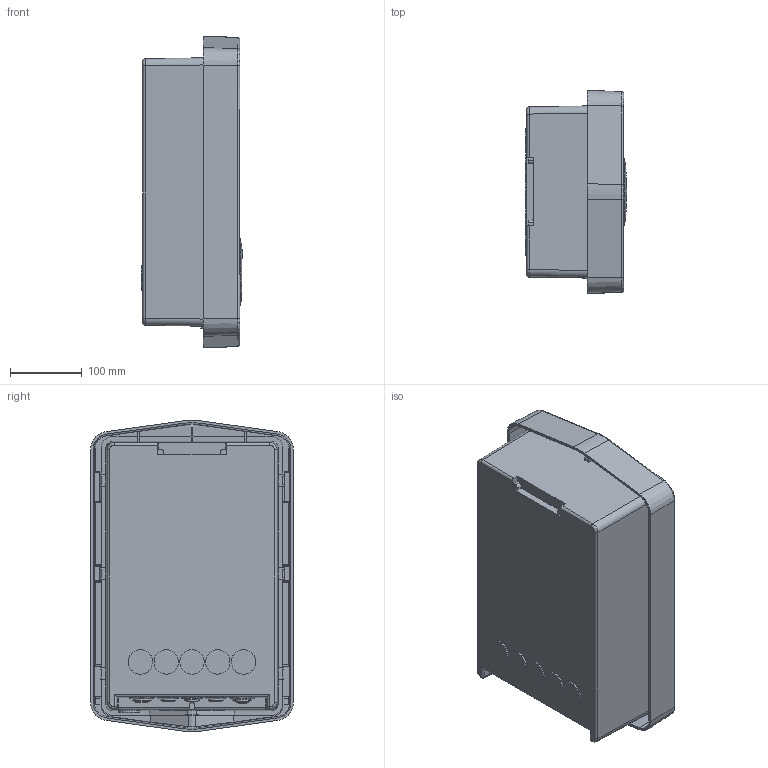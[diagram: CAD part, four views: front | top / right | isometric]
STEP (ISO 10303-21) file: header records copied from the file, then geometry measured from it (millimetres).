
FILE_DESCRIPTION((''),'2;1');
FILE_NAME('GWJ3204W_ASM','2021-03-15T13:46:25',('user'),('Axiro Italia'),'CREO PARAMETRIC BY PTC INC, 2020354','CREO PARAMETRIC BY PTC INC, 2020354','');
FILE_SCHEMA(('CONFIG_CONTROL_DESIGN'));
Products named in the file (7): 5150000024_1_7; 5190000002_1_1; 61100000170_1_0_ASM; 5150000028_1_5; 67211151_1_0; 6110000015_1_1_ASM; GWJ3204W_ASM
Assembly tree (6 placements, depth 3):
  GWJ3204W_ASM
    61100000170_1_0_ASM
      5150000024_1_7
      5190000002_1_1
    6110000015_1_1_ASM
      5150000028_1_5
      67211151_1_0
Bounding box: 141.79 x 283.21 x 435.26 mm (x, y, z)
Volume: 2318228.1 mm3; surface area: 1067892 mm2
Topology: 4 solids, 14 shells, 1584 faces, 4299 edges, 2822 vertices
Faces by surface type: plane 899, cone 287, cylinder 272, bspline 88, torus 24, sphere 10, extrusion 4
Entity records: 58772 total; most frequent: CARTESIAN_POINT 19639, ORIENTED_EDGE 8562, DIRECTION 7495, EDGE_CURVE 4281, VERTEX_POINT 2822, AXIS2_PLACEMENT_3D 2529, VECTOR 2437, LINE 2433
